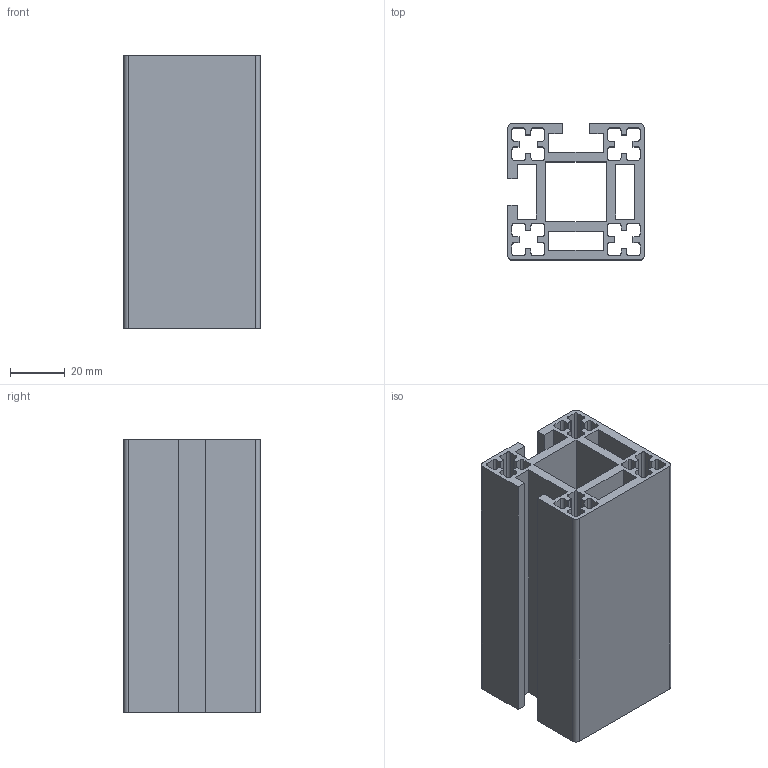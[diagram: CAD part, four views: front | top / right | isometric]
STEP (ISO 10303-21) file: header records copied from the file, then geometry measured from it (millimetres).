
FILE_DESCRIPTION(('Creo Elements/Direct Modeling STEP Export'),'2;1');
FILE_NAME('55.0020_Quadratprofil-MMS-55_50x50mm-2seitig-geschl.-leicht.stp','2022-03-21T 8:05:54',(''),(''),'PTC Creo Elements/Direct Modeling STEP processor for AP214 (Solid Model)','PTC Creo Elements/Direct Modeling 19.0C 15-Aug-2015 (C) Parametric Technology GmbH','');
FILE_SCHEMA(('AUTOMOTIVE_DESIGN { 1 0 10303 214 1 1 1 1 }'));
Length unit declared in the file: millimetre
Products named in the file (1): Quadratprofil-MMS-55_50x50mm-2seitig-geschl.-leicht_55.0020_PX175909
Bounding box: 50 x 50 x 100 mm (x, y, z)
Volume: 90228.3 mm3; surface area: 74958.9 mm2
Topology: 1 solids, 1 shells, 198 faces, 588 edges, 392 vertices
Faces by surface type: plane 130, cylinder 68
Entity records: 6538 total; most frequent: ORIENTED_EDGE 1176, CARTESIAN_POINT 1151, DIRECTION 1066, EDGE_CURVE 588, VECTOR 452, LINE 452, VERTEX_POINT 392, AXIS2_PLACEMENT_3D 307
